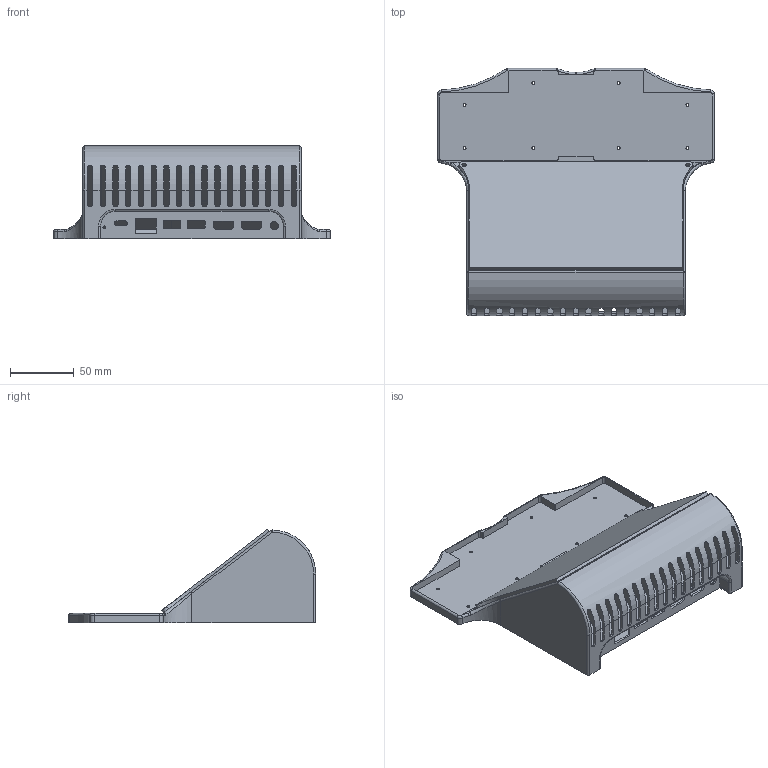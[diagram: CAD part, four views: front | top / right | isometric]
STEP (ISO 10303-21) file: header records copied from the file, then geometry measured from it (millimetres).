
FILE_DESCRIPTION(('HOOPS Exchange Step'),'2;1');
FILE_NAME('temp_export','2024-12-02T16:10:56-05:00',('jscotto'),('Shapr3D Limited'),'HOOPS Exchange 2024.6','Shapr3D','Authorized');
FILE_SCHEMA( ('AP242_MANAGED_MODEL_BASED_3D_ENGINEERING_MIM_LF {1 0 10303 442 1 1 4 }') );
Length unit declared in the file: millimetre
Products named in the file (1): root
Bounding box: 217.2 x 194.18 x 73.53 mm (x, y, z)
Volume: 235257 mm3; surface area: 223269.5 mm2
Topology: 5 solids, 5 shells, 565 faces, 1681 edges, 1097 vertices
Faces by surface type: plane 314, cylinder 191, cone 24, torus 18, bspline 10, extrusion 5, sphere 3
Full cylindrical faces by diameter (mm): 2 x1, 2.2 x18, 3.25 x8, 6.5 x1
Entity records: 22542 total; most frequent: CARTESIAN_POINT 6712, ORIENTED_EDGE 3354, DIRECTION 3257, EDGE_CURVE 1677, VERTEX_POINT 1096, AXIS2_PLACEMENT_3D 1090, VECTOR 1077, LINE 1072
